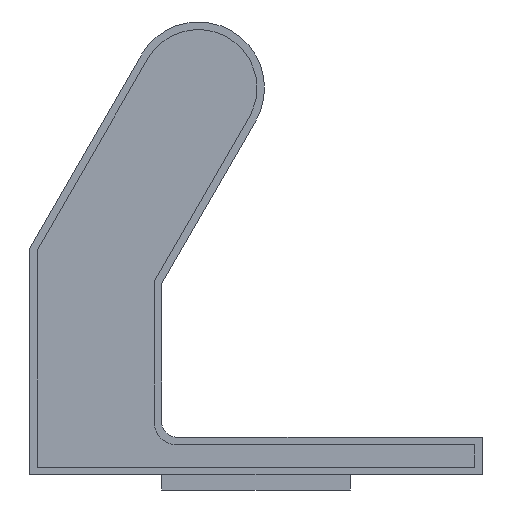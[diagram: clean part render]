
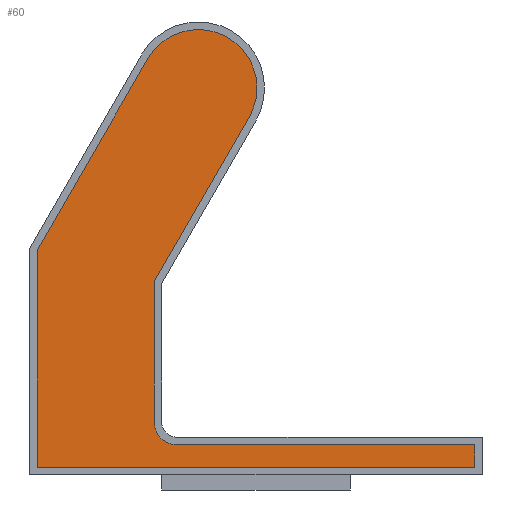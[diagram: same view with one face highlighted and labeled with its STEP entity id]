
A CAD part, front view. The second image highlights one B-rep face of the part: STEP entity #60.
In plain terms, the highlighted planar face has unit normal (0, -1, 0).
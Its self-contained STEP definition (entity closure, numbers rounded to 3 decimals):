
#60 = ADVANCED_FACE( '', ( #149 ), #150, .F. );
#149 = FACE_OUTER_BOUND( '', #267, .T. );
#150 = PLANE( '', #268 );
#267 = EDGE_LOOP( '', ( #379, #380, #381, #382, #383, #384, #385, #386, #387 ) );
#268 = AXIS2_PLACEMENT_3D( '', #388, #389, #390 );
#379 = ORIENTED_EDGE( '', *, *, #709, .F. );
#380 = ORIENTED_EDGE( '', *, *, #710, .F. );
#381 = ORIENTED_EDGE( '', *, *, #711, .F. );
#382 = ORIENTED_EDGE( '', *, *, #712, .F. );
#383 = ORIENTED_EDGE( '', *, *, #713, .F. );
#384 = ORIENTED_EDGE( '', *, *, #714, .F. );
#385 = ORIENTED_EDGE( '', *, *, #715, .F. );
#386 = ORIENTED_EDGE( '', *, *, #716, .F. );
#387 = ORIENTED_EDGE( '', *, *, #717, .F. );
#388 = CARTESIAN_POINT( '', ( -0.763, -24.995, 4.875 ) );
#389 = DIRECTION( '', ( 0., 1., 0. ) );
#390 = DIRECTION( '', ( 0., 0., 1. ) );
#709 = EDGE_CURVE( '', #838, #839, #840, .T. );
#710 = EDGE_CURVE( '', #841, #838, #842, .T. );
#711 = EDGE_CURVE( '', #843, #841, #844, .T. );
#712 = EDGE_CURVE( '', #845, #843, #846, .T. );
#713 = EDGE_CURVE( '', #847, #845, #848, .T. );
#714 = EDGE_CURVE( '', #849, #847, #850, .T. );
#715 = EDGE_CURVE( '', #851, #849, #852, .T. );
#716 = EDGE_CURVE( '', #853, #851, #854, .T. );
#717 = EDGE_CURVE( '', #839, #853, #855, .T. );
#838 = VERTEX_POINT( '', #1029 );
#839 = VERTEX_POINT( '', #1030 );
#840 = LINE( '', #1031, #1032 );
#841 = VERTEX_POINT( '', #1033 );
#842 = LINE( '', #1034, #1035 );
#843 = VERTEX_POINT( '', #1036 );
#844 = LINE( '', #1037, #1038 );
#845 = VERTEX_POINT( '', #1039 );
#846 = CIRCLE( '', #1040, 0.3 );
#847 = VERTEX_POINT( '', #1041 );
#848 = LINE( '', #1042, #1043 );
#849 = VERTEX_POINT( '', #1044 );
#850 = LINE( '', #1045, #1046 );
#851 = VERTEX_POINT( '', #1047 );
#852 = CIRCLE( '', #1048, 0.775 );
#853 = VERTEX_POINT( '', #1049 );
#854 = LINE( '', #1050, #1051 );
#855 = LINE( '', #1052, #1053 );
#1029 = CARTESIAN_POINT( '', ( 2.9, -24.995, -0.15 ) );
#1030 = CARTESIAN_POINT( '', ( -2.9, -24.995, -0.15 ) );
#1031 = CARTESIAN_POINT( '', ( 2.9, -24.995, -0.15 ) );
#1032 = VECTOR( '', #1300, 1000. );
#1033 = CARTESIAN_POINT( '', ( 2.9, -24.995, 0.15 ) );
#1034 = CARTESIAN_POINT( '', ( 2.9, -24.995, 0.15 ) );
#1035 = VECTOR( '', #1301, 1000. );
#1036 = CARTESIAN_POINT( '', ( -1.05, -24.995, 0.15 ) );
#1037 = CARTESIAN_POINT( '', ( -1.05, -24.995, 0.15 ) );
#1038 = VECTOR( '', #1302, 1000. );
#1039 = CARTESIAN_POINT( '', ( -1.35, -24.995, 0.45 ) );
#1040 = AXIS2_PLACEMENT_3D( '', #1303, #1304, #1305 );
#1041 = CARTESIAN_POINT( '', ( -1.35, -24.995, 2.308 ) );
#1042 = CARTESIAN_POINT( '', ( -1.35, -24.995, 2.308 ) );
#1043 = VECTOR( '', #1306, 1000. );
#1044 = CARTESIAN_POINT( '', ( -0.092, -24.995, 4.487 ) );
#1045 = CARTESIAN_POINT( '', ( -0.092, -24.995, 4.487 ) );
#1046 = VECTOR( '', #1307, 1000. );
#1047 = CARTESIAN_POINT( '', ( -1.434, -24.995, 5.262 ) );
#1048 = AXIS2_PLACEMENT_3D( '', #1308, #1309, #1310 );
#1049 = CARTESIAN_POINT( '', ( -2.9, -24.995, 2.723 ) );
#1050 = CARTESIAN_POINT( '', ( -2.9, -24.995, 2.723 ) );
#1051 = VECTOR( '', #1311, 1000. );
#1052 = CARTESIAN_POINT( '', ( -2.9, -24.995, -0.15 ) );
#1053 = VECTOR( '', #1312, 1000. );
#1300 = DIRECTION( '', ( -1., 0., 0. ) );
#1301 = DIRECTION( '', ( 0., 0., -1. ) );
#1302 = DIRECTION( '', ( 1., 0., 0. ) );
#1303 = CARTESIAN_POINT( '', ( -1.05, -24.995, 0.45 ) );
#1304 = DIRECTION( '', ( 0., -1., 0. ) );
#1305 = DIRECTION( '', ( 1., 0., 0. ) );
#1306 = DIRECTION( '', ( 0., 0., -1. ) );
#1307 = DIRECTION( '', ( -0.5, 0., -0.866 ) );
#1308 = CARTESIAN_POINT( '', ( -0.763, -24.995, 4.875 ) );
#1309 = DIRECTION( '', ( 0., 1., 0. ) );
#1310 = DIRECTION( '', ( -1., 0., 0. ) );
#1311 = DIRECTION( '', ( 0.5, 0., 0.866 ) );
#1312 = DIRECTION( '', ( 0., 0., 1. ) );
